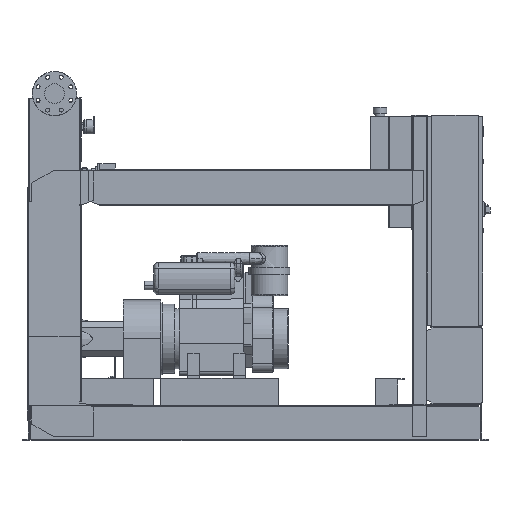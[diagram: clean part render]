
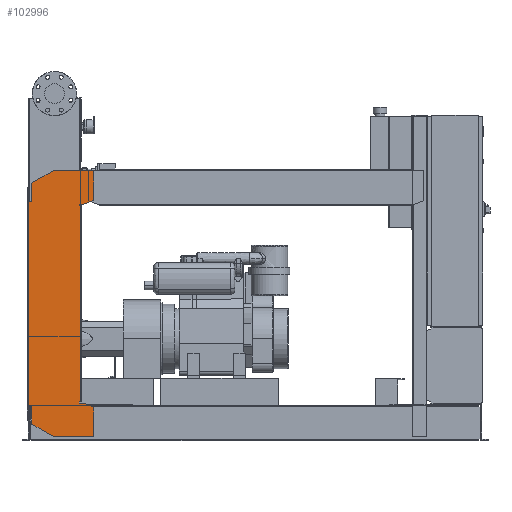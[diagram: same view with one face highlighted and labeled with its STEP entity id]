
A CAD part, front view. The second image highlights one B-rep face of the part: STEP entity #102996.
In plain terms, the highlighted free-form (B-spline) face has degree [1, 1] with [2, 2] control points.
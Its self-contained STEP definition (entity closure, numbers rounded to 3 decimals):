
#102481=CARTESIAN_POINT('',(-102.0,-463.5,1076.0));
#102482=VERTEX_POINT('',#102481);
#102489=CARTESIAN_POINT('',(-102.0,-463.5,1158.574));
#102490=VERTEX_POINT('',#102489);
#102491=CARTESIAN_POINT('',(-102.0,-463.5,1076.0));
#102492=DIRECTION('',(0.0,0.0,1.0));
#102493=VECTOR('',#102492,82.574);
#102494=LINE('',#102491,#102493);
#102495=EDGE_CURVE('',#102482,#102490,#102494,.T.);
#102513=CARTESIAN_POINT('',(-6.,-463.5,1214.0));
#102514=VERTEX_POINT('',#102513);
#102515=CARTESIAN_POINT('',(-102.0,-463.5,1158.574));
#102516=DIRECTION('',(0.866,0.0,0.5));
#102517=VECTOR('',#102516,110.851);
#102518=LINE('',#102515,#102517);
#102519=EDGE_CURVE('',#102490,#102514,#102518,.T.);
#102537=CARTESIAN_POINT('',(177.0,-463.5,1214.0));
#102538=VERTEX_POINT('',#102537);
#102539=CARTESIAN_POINT('',(-6.,-463.5,1214.0));
#102540=DIRECTION('',(1.0,0.0,0.0));
#102541=VECTOR('',#102540,183.0);
#102542=LINE('',#102539,#102541);
#102543=EDGE_CURVE('',#102514,#102538,#102542,.T.);
#102561=CARTESIAN_POINT('',(177.0,-463.5,1080.379));
#102562=VERTEX_POINT('',#102561);
#102563=CARTESIAN_POINT('',(177.0,-463.5,1214.0));
#102564=DIRECTION('',(0.0,0.0,-1.0));
#102565=VECTOR('',#102564,133.621);
#102566=LINE('',#102563,#102565);
#102567=EDGE_CURVE('',#102538,#102562,#102566,.T.);
#102585=CARTESIAN_POINT('',(132.,-463.5,1064.0));
#102586=VERTEX_POINT('',#102585);
#102587=CARTESIAN_POINT('',(177.0,-463.5,1080.379));
#102588=DIRECTION('',(-0.94,0.0,-0.342));
#102589=VECTOR('',#102588,47.888);
#102590=LINE('',#102587,#102589);
#102591=EDGE_CURVE('',#102562,#102586,#102590,.T.);
#102609=CARTESIAN_POINT('',(112.0,-463.5,1064.0));
#102610=VERTEX_POINT('',#102609);
#102611=CARTESIAN_POINT('',(132.,-463.5,1064.0));
#102612=DIRECTION('',(-1.0,0.0,0.0));
#102613=VECTOR('',#102612,20.);
#102614=LINE('',#102611,#102613);
#102615=EDGE_CURVE('',#102586,#102610,#102614,.T.);
#102633=CARTESIAN_POINT('',(112.0,-463.5,1056.0));
#102634=VERTEX_POINT('',#102633);
#102635=CARTESIAN_POINT('',(112.0,-463.5,1064.0));
#102636=DIRECTION('',(0.0,0.0,-1.0));
#102637=VECTOR('',#102636,8.0);
#102638=LINE('',#102635,#102637);
#102639=EDGE_CURVE('',#102610,#102634,#102638,.T.);
#102657=CARTESIAN_POINT('',(120.,-463.5,1056.0));
#102658=VERTEX_POINT('',#102657);
#102659=CARTESIAN_POINT('',(112.0,-463.5,1056.0));
#102660=DIRECTION('',(1.0,0.0,0.0));
#102661=VECTOR('',#102660,8.);
#102662=LINE('',#102659,#102661);
#102663=EDGE_CURVE('',#102634,#102658,#102662,.T.);
#102681=CARTESIAN_POINT('',(120.,-463.5,176.));
#102682=VERTEX_POINT('',#102681);
#102693=CARTESIAN_POINT('',(120.,-463.5,1056.0));
#102694=DIRECTION('',(0.0,0.0,-1.0));
#102695=VECTOR('',#102694,880.);
#102696=LINE('',#102693,#102695);
#102697=EDGE_CURVE('',#102658,#102682,#102696,.T.);
#102711=CARTESIAN_POINT('',(112.,-463.5,176.));
#102712=VERTEX_POINT('',#102711);
#102713=CARTESIAN_POINT('',(120.,-463.5,176.));
#102714=DIRECTION('',(-1.0,0.0,0.0));
#102715=VECTOR('',#102714,8.);
#102716=LINE('',#102713,#102715);
#102717=EDGE_CURVE('',#102682,#102712,#102716,.T.);
#102735=CARTESIAN_POINT('',(112.,-463.5,168.));
#102736=VERTEX_POINT('',#102735);
#102737=CARTESIAN_POINT('',(112.,-463.5,176.));
#102738=DIRECTION('',(0.0,0.0,-1.0));
#102739=VECTOR('',#102738,8.0);
#102740=LINE('',#102737,#102739);
#102741=EDGE_CURVE('',#102712,#102736,#102740,.T.);
#102759=CARTESIAN_POINT('',(132.,-463.5,168.));
#102760=VERTEX_POINT('',#102759);
#102761=CARTESIAN_POINT('',(112.,-463.5,168.));
#102762=DIRECTION('',(1.0,0.0,0.0));
#102763=VECTOR('',#102762,20.0);
#102764=LINE('',#102761,#102763);
#102765=EDGE_CURVE('',#102736,#102760,#102764,.T.);
#102783=CARTESIAN_POINT('',(177.,-463.5,151.621));
#102784=VERTEX_POINT('',#102783);
#102785=CARTESIAN_POINT('',(132.,-463.5,168.));
#102786=DIRECTION('',(0.94,0.0,-0.342));
#102787=VECTOR('',#102786,47.888);
#102788=LINE('',#102785,#102787);
#102789=EDGE_CURVE('',#102760,#102784,#102788,.T.);
#102807=CARTESIAN_POINT('',(177.,-463.5,18.0));
#102808=VERTEX_POINT('',#102807);
#102809=CARTESIAN_POINT('',(177.,-463.5,151.621));
#102810=DIRECTION('',(0.0,0.0,-1.0));
#102811=VECTOR('',#102810,133.621);
#102812=LINE('',#102809,#102811);
#102813=EDGE_CURVE('',#102784,#102808,#102812,.T.);
#102831=CARTESIAN_POINT('',(-4.,-463.5,18.0));
#102832=VERTEX_POINT('',#102831);
#102833=CARTESIAN_POINT('',(177.,-463.5,18.0));
#102834=DIRECTION('',(-1.0,0.0,0.0));
#102835=VECTOR('',#102834,181.);
#102836=LINE('',#102833,#102835);
#102837=EDGE_CURVE('',#102808,#102832,#102836,.T.);
#102855=CARTESIAN_POINT('',(-102.,-463.5,74.58));
#102856=VERTEX_POINT('',#102855);
#102857=CARTESIAN_POINT('',(-4.,-463.5,18.0));
#102858=DIRECTION('',(-0.866,0.,0.5));
#102859=VECTOR('',#102858,113.161);
#102860=LINE('',#102857,#102859);
#102861=EDGE_CURVE('',#102832,#102856,#102860,.T.);
#102879=CARTESIAN_POINT('',(-102.,-463.5,156.0));
#102880=VERTEX_POINT('',#102879);
#102881=CARTESIAN_POINT('',(-102.,-463.5,74.58));
#102882=DIRECTION('',(0.0,0.0,1.0));
#102883=VECTOR('',#102882,81.42);
#102884=LINE('',#102881,#102883);
#102885=EDGE_CURVE('',#102856,#102880,#102884,.T.);
#102903=CARTESIAN_POINT('',(-122.,-463.5,156.0));
#102904=VERTEX_POINT('',#102903);
#102905=CARTESIAN_POINT('',(-102.,-463.5,156.0));
#102906=DIRECTION('',(-1.0,0.0,0.0));
#102907=VECTOR('',#102906,20.0);
#102908=LINE('',#102905,#102907);
#102909=EDGE_CURVE('',#102880,#102904,#102908,.T.);
#102927=CARTESIAN_POINT('',(-122.0,-463.5,1076.0));
#102928=VERTEX_POINT('',#102927);
#102941=CARTESIAN_POINT('',(-122.,-463.5,156.0));
#102942=DIRECTION('',(0.0,0.0,1.0));
#102943=VECTOR('',#102942,920.0);
#102944=LINE('',#102941,#102943);
#102945=EDGE_CURVE('',#102904,#102928,#102944,.T.);
#102959=CARTESIAN_POINT('',(-122.0,-463.5,1076.0));
#102960=DIRECTION('',(1.0,0.0,0.0));
#102961=VECTOR('',#102960,20.0);
#102962=LINE('',#102959,#102961);
#102963=EDGE_CURVE('',#102928,#102482,#102962,.T.);
#102969=CARTESIAN_POINT('',(-122.,-463.5,18.0));
#102970=CARTESIAN_POINT('',(177.0,-463.5,18.0));
#102971=CARTESIAN_POINT('',(-122.,-463.5,1214.0));
#102972=CARTESIAN_POINT('',(177.0,-463.5,1214.0));
#102973=B_SPLINE_SURFACE_WITH_KNOTS('',1,1,((#102969,#102971),(#102970,#102972)),.UNSPECIFIED.,.F.,.F.,.U.,(2,2),(2,2),(0.0,299.),(0.0,1196.0),.UNSPECIFIED.);
#102974=ORIENTED_EDGE('',*,*,#102963,.F.);
#102975=ORIENTED_EDGE('',*,*,#102945,.F.);
#102976=ORIENTED_EDGE('',*,*,#102909,.F.);
#102977=ORIENTED_EDGE('',*,*,#102885,.F.);
#102978=ORIENTED_EDGE('',*,*,#102861,.F.);
#102979=ORIENTED_EDGE('',*,*,#102837,.F.);
#102980=ORIENTED_EDGE('',*,*,#102813,.F.);
#102981=ORIENTED_EDGE('',*,*,#102789,.F.);
#102982=ORIENTED_EDGE('',*,*,#102765,.F.);
#102983=ORIENTED_EDGE('',*,*,#102741,.F.);
#102984=ORIENTED_EDGE('',*,*,#102717,.F.);
#102985=ORIENTED_EDGE('',*,*,#102697,.F.);
#102986=ORIENTED_EDGE('',*,*,#102663,.F.);
#102987=ORIENTED_EDGE('',*,*,#102639,.F.);
#102988=ORIENTED_EDGE('',*,*,#102615,.F.);
#102989=ORIENTED_EDGE('',*,*,#102591,.F.);
#102990=ORIENTED_EDGE('',*,*,#102567,.F.);
#102991=ORIENTED_EDGE('',*,*,#102543,.F.);
#102992=ORIENTED_EDGE('',*,*,#102519,.F.);
#102993=ORIENTED_EDGE('',*,*,#102495,.F.);
#102994=EDGE_LOOP('',(#102974,#102975,#102976,#102977,#102978,#102979,#102980,#102981,#102982,#102983,#102984,#102985,#102986,#102987,#102988,#102989,#102990,#102991,#102992,#102993));
#102995=FACE_OUTER_BOUND('',#102994,.T.);
#102996=ADVANCED_FACE('',(#102995),#102973,.T.);
